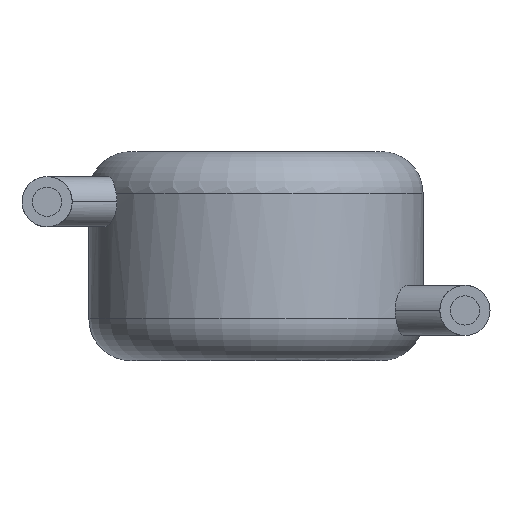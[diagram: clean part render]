
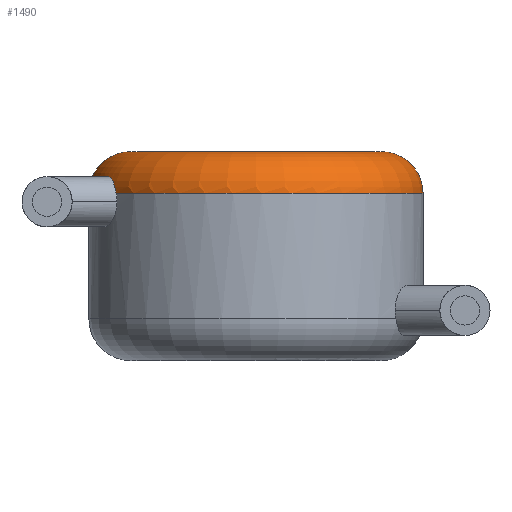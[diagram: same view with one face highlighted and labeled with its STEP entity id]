
A CAD part, front view. The second image highlights one B-rep face of the part: STEP entity #1490.
In plain terms, the highlighted toroidal (fillet/blend) face has major radius 3 mm and minor radius 1 mm.
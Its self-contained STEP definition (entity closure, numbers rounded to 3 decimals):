
#10 = EDGE_CURVE ( 'NONE', #3419, #1015, #2713, .T. ) ;
#141 = DIRECTION ( 'NONE',  ( 0., -1., 0. ) ) ;
#281 = CARTESIAN_POINT ( 'NONE',  ( -3.346, -2.192, 4. ) ) ;
#335 = AXIS2_PLACEMENT_3D ( 'NONE', #2941, #2132, #2094 ) ;
#385 = CARTESIAN_POINT ( 'NONE',  ( 0., 0., 4. ) ) ;
#394 = EDGE_CURVE ( 'NONE', #3032, #3419, #506, .T. ) ;
#506 = CIRCLE ( 'NONE', #1046, 4. ) ;
#552 = ORIENTED_EDGE ( 'NONE', *, *, #3370, .T. ) ;
#588 = CARTESIAN_POINT ( 'NONE',  ( 0., 0., 4. ) ) ;
#673 = DIRECTION ( 'NONE',  ( 0., 0., 1. ) ) ;
#701 = DIRECTION ( 'NONE',  ( 1., 0., 0. ) ) ;
#751 = CARTESIAN_POINT ( 'NONE',  ( -3.496, -1.771, 4.399 ) ) ;
#777 = EDGE_LOOP ( 'NONE', ( #2947, #1697, #2447, #1062, #552, #2883 ) ) ;
#966 = EDGE_CURVE ( 'NONE', #3437, #2505, #2143, .T. ) ;
#1015 = VERTEX_POINT ( 'NONE', #3527 ) ;
#1046 = AXIS2_PLACEMENT_3D ( 'NONE', #588, #2260, #2583 ) ;
#1062 = ORIENTED_EDGE ( 'NONE', *, *, #966, .F. ) ;
#1085 = CARTESIAN_POINT ( 'NONE',  ( -3.6, -1.547, 4.401 ) ) ;
#1257 = DIRECTION ( 'NONE',  ( 0., 0., -1. ) ) ;
#1309 = AXIS2_PLACEMENT_3D ( 'NONE', #1587, #673, #2973 ) ;
#1326 = VERTEX_POINT ( 'NONE', #3242 ) ;
#1369 = TOROIDAL_SURFACE ( 'NONE', #1309, 3., 1. ) ;
#1385 = EDGE_CURVE ( 'NONE', #1015, #1326, #3466, .T. ) ;
#1407 = EDGE_CURVE ( 'NONE', #3032, #2505, #2703, .T. ) ;
#1490 = ADVANCED_FACE ( 'NONE', ( #2577 ), #1369, .T. ) ;
#1587 = CARTESIAN_POINT ( 'NONE',  ( 0., 0., 4. ) ) ;
#1647 = CARTESIAN_POINT ( 'NONE',  ( 0., 0., 5. ) ) ;
#1697 = ORIENTED_EDGE ( 'NONE', *, *, #394, .F. ) ;
#1788 = AXIS2_PLACEMENT_3D ( 'NONE', #385, #1822, #701 ) ;
#1822 = DIRECTION ( 'NONE',  ( 0., 0., -1. ) ) ;
#2094 = DIRECTION ( 'NONE',  ( -1., 0., 0. ) ) ;
#2132 = DIRECTION ( 'NONE',  ( 0., 1., 0. ) ) ;
#2143 = CIRCLE ( 'NONE', #1788, 4. ) ;
#2162 = CARTESIAN_POINT ( 'NONE',  ( -3.346, -2.192, 4. ) ) ;
#2165 = CARTESIAN_POINT ( 'NONE',  ( -4., 0., 4. ) ) ;
#2197 = CARTESIAN_POINT ( 'NONE',  ( 4., 0., 4. ) ) ;
#2260 = DIRECTION ( 'NONE',  ( 0., 0., -1. ) ) ;
#2447 = ORIENTED_EDGE ( 'NONE', *, *, #1407, .T. ) ;
#2478 = CARTESIAN_POINT ( 'NONE',  ( -3.392, -2.081, 4.22 ) ) ;
#2500 = CARTESIAN_POINT ( 'NONE',  ( -3.827, -1.164, 4. ) ) ;
#2503 = AXIS2_PLACEMENT_3D ( 'NONE', #2980, #141, #1257 ) ;
#2505 = VERTEX_POINT ( 'NONE', #281 ) ;
#2577 = FACE_OUTER_BOUND ( 'NONE', #777, .T. ) ;
#2583 = DIRECTION ( 'NONE',  ( 1., 0., 0. ) ) ;
#2703 = B_SPLINE_CURVE_WITH_KNOTS ( 'NONE', 3,
 ( #2500, #3312, #3658, #2768, #1085, #751, #3675, #2478, #3348, #2162 ),
 .UNSPECIFIED., .F., .F.,
 ( 4, 2, 2, 2, 4 ),
 ( 0., 0., 0.001, 0.001, 0.001 ),
 .UNSPECIFIED. ) ;
#2710 = CARTESIAN_POINT ( 'NONE',  ( -3.827, -1.164, 4. ) ) ;
#2713 = CIRCLE ( 'NONE', #335, 1. ) ;
#2729 = DIRECTION ( 'NONE',  ( 1., 0., 0. ) ) ;
#2768 = CARTESIAN_POINT ( 'NONE',  ( -3.663, -1.441, 4.362 ) ) ;
#2867 = AXIS2_PLACEMENT_3D ( 'NONE', #1647, #3618, #2729 ) ;
#2883 = ORIENTED_EDGE ( 'NONE', *, *, #1385, .F. ) ;
#2941 = CARTESIAN_POINT ( 'NONE',  ( -3., 0., 4. ) ) ;
#2947 = ORIENTED_EDGE ( 'NONE', *, *, #10, .F. ) ;
#2973 = DIRECTION ( 'NONE',  ( 1., 0., 0. ) ) ;
#2980 = CARTESIAN_POINT ( 'NONE',  ( 3., 0., 4. ) ) ;
#3032 = VERTEX_POINT ( 'NONE', #2710 ) ;
#3047 = CIRCLE ( 'NONE', #2503, 1. ) ;
#3242 = CARTESIAN_POINT ( 'NONE',  ( 3., 0., 5. ) ) ;
#3312 = CARTESIAN_POINT ( 'NONE',  ( -3.815, -1.204, 4.117 ) ) ;
#3348 = CARTESIAN_POINT ( 'NONE',  ( -3.368, -2.158, 4.118 ) ) ;
#3370 = EDGE_CURVE ( 'NONE', #3437, #1326, #3047, .T. ) ;
#3419 = VERTEX_POINT ( 'NONE', #2165 ) ;
#3437 = VERTEX_POINT ( 'NONE', #2197 ) ;
#3466 = CIRCLE ( 'NONE', #2867, 3. ) ;
#3527 = CARTESIAN_POINT ( 'NONE',  ( -3., 0., 5. ) ) ;
#3618 = DIRECTION ( 'NONE',  ( 0., 0., 1. ) ) ;
#3658 = CARTESIAN_POINT ( 'NONE',  ( -3.772, -1.269, 4.219 ) ) ;
#3675 = CARTESIAN_POINT ( 'NONE',  ( -3.455, -1.888, 4.36 ) ) ;
